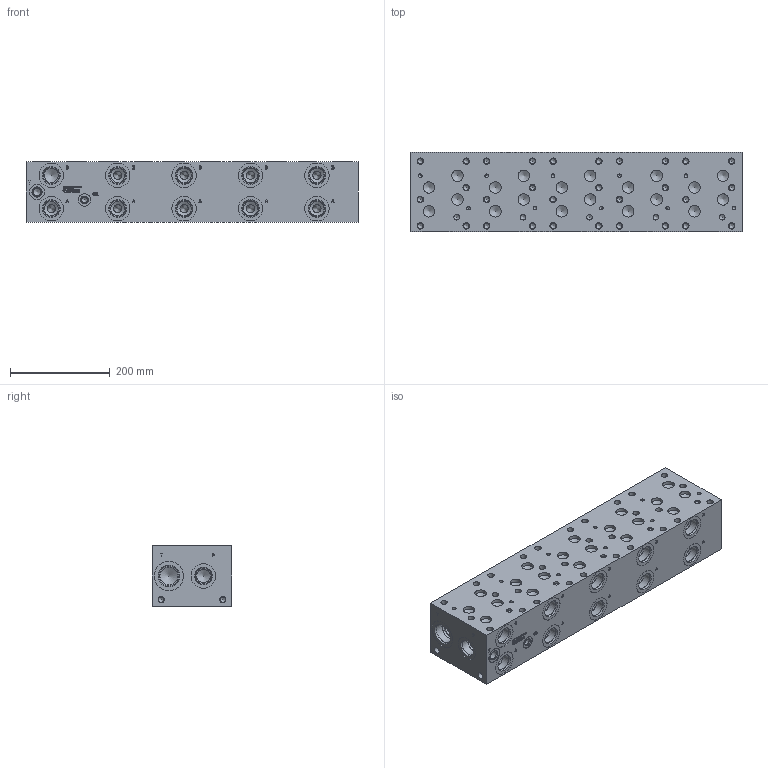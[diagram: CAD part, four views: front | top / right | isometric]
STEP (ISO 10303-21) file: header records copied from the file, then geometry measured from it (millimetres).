
FILE_DESCRIPTION(/* description */ (''),/* implementation_level */ '2;1');
FILE_NAME(/* name */ '_D08P055S.stp',/* time_stamp */ '2020-03-09T13:32:08-04:00',/* author */ ('devonn'),/* organization */ (''),/* preprocessor_version */ 'ST-DEVELOPER v17',/* originating_system */ 'Autodesk Inventor 2019',/* authorisation */ '');
FILE_SCHEMA (('AUTOMOTIVE_DESIGN { 1 0 10303 214 3 1 1 }'));
Length unit declared in the file: millimetre
Products named in the file (1): Part_AD08P055S_3D
Bounding box: 666.75 x 158.75 x 120.65 mm (x, y, z)
Volume: 12072358.1 mm3; surface area: 528399.6 mm2
Topology: 1 solids, 1 shells, 1028 faces, 2789 edges, 1891 vertices
Faces by surface type: plane 473, bspline 209, cylinder 193, cone 153
Full cylindrical faces by diameter (mm): 7.137 x10, 10.719 x35, 11.113 x1, 11.125 x4, 12.7 x34, 12.9 x1, 14.275 x1, 14.3 x1, 14.529 x1, 17.501 x1, 19.05 x1, 19.253 x1, 23.012 x19, 23.017 x1, 25.019 x1, 26.975 x2, 28.575 x10, 30.632 x1, 31.267 x12, 33.34 x2, 33.35 x10, 33.757 x12, 35.509 x10, 35.712 x2, 39.218 x2, 41.275 x1, 41.28 x1, 41.758 x1, 43.51 x1, 49.124 x12
Entity records: 33947 total; most frequent: CARTESIAN_POINT 8341, ORIENTED_EDGE 5408, DIRECTION 4628, EDGE_CURVE 2704, VERTEX_POINT 1891, LINE 1584, VECTOR 1584, AXIS2_PLACEMENT_3D 1522
